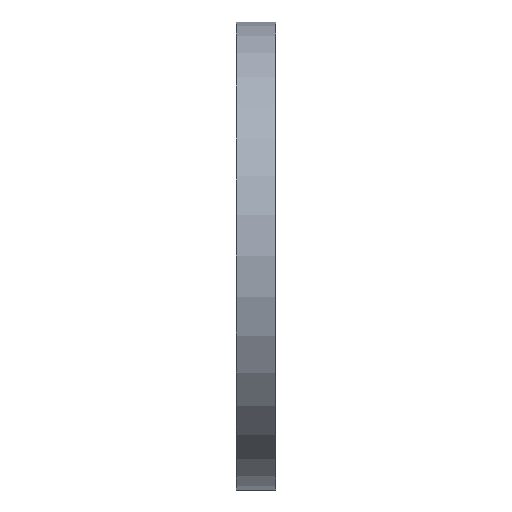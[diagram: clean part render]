
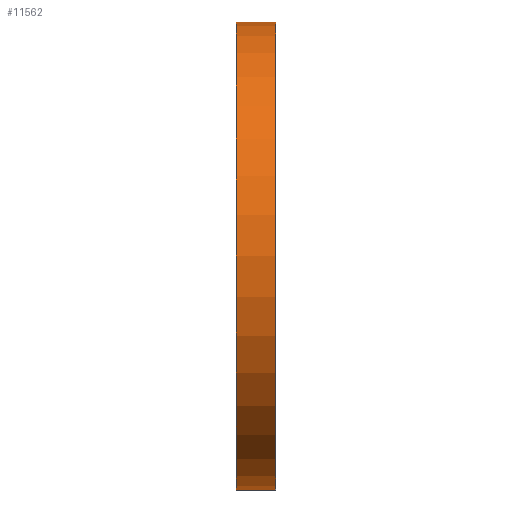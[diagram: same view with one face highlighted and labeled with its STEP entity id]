
A CAD part, left-side view. The second image highlights one B-rep face of the part: STEP entity #11562.
In plain terms, the highlighted cylindrical face has radius 38.1 mm (diameter 76.2 mm), a partial arc.
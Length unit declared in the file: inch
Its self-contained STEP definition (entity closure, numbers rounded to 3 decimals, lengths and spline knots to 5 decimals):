
#429 = EDGE_CURVE ( 'NONE', #10673, #7575, #6617, .T. ) ;
#1728 = CARTESIAN_POINT ( 'NONE',  ( 0.44994, 0.25, 1.5 ) ) ;
#2147 = DIRECTION ( 'NONE',  ( 0., 1., 0. ) ) ;
#2342 = EDGE_CURVE ( 'NONE', #10673, #5579, #6967, .T. ) ;
#2626 = ORIENTED_EDGE ( 'NONE', *, *, #10481, .F. ) ;
#2653 = AXIS2_PLACEMENT_3D ( 'NONE', #16251, #6139, #13670 ) ;
#3034 = DIRECTION ( 'NONE',  ( 0., 1., 0. ) ) ;
#3623 = VECTOR ( 'NONE', #4469, 39.37008 ) ;
#4469 = DIRECTION ( 'NONE',  ( 0., -1., 0. ) ) ;
#4836 = ORIENTED_EDGE ( 'NONE', *, *, #6149, .T. ) ;
#5142 = CARTESIAN_POINT ( 'NONE',  ( 0.44994, 0.25, -1.5 ) ) ;
#5529 = LINE ( 'NONE', #10620, #11818 ) ;
#5577 = DIRECTION ( 'NONE',  ( 0., -1., 0. ) ) ;
#5579 = VERTEX_POINT ( 'NONE', #1728 ) ;
#5949 = CIRCLE ( 'NONE', #14175, 1.5 ) ;
#6139 = DIRECTION ( 'NONE',  ( 0., -1., 0. ) ) ;
#6149 = EDGE_CURVE ( 'NONE', #7575, #14575, #5949, .T. ) ;
#6617 = LINE ( 'NONE', #11981, #3623 ) ;
#6967 = CIRCLE ( 'NONE', #11256, 1.5 ) ;
#7575 = VERTEX_POINT ( 'NONE', #15445 ) ;
#8343 = EDGE_LOOP ( 'NONE', ( #4836, #2626, #10689, #8714 ) ) ;
#8714 = ORIENTED_EDGE ( 'NONE', *, *, #429, .T. ) ;
#9433 = FACE_OUTER_BOUND ( 'NONE', #8343, .T. ) ;
#9695 = CARTESIAN_POINT ( 'NONE',  ( 0.44994, 0.25, 0. ) ) ;
#10481 = EDGE_CURVE ( 'NONE', #5579, #14575, #5529, .T. ) ;
#10563 = CARTESIAN_POINT ( 'NONE',  ( 0.44994, 0., 0. ) ) ;
#10620 = CARTESIAN_POINT ( 'NONE',  ( 0.44994, 0.25, 1.5 ) ) ;
#10673 = VERTEX_POINT ( 'NONE', #5142 ) ;
#10689 = ORIENTED_EDGE ( 'NONE', *, *, #2342, .F. ) ;
#10947 = DIRECTION ( 'NONE',  ( 0., 0., 1. ) ) ;
#11256 = AXIS2_PLACEMENT_3D ( 'NONE', #9695, #2147, #10947 ) ;
#11562 = ADVANCED_FACE ( 'NONE', ( #9433 ), #15377, .T. ) ;
#11814 = DIRECTION ( 'NONE',  ( 0., 0., 1. ) ) ;
#11818 = VECTOR ( 'NONE', #5577, 39.37008 ) ;
#11981 = CARTESIAN_POINT ( 'NONE',  ( 0.44994, 0.25, -1.5 ) ) ;
#13444 = CARTESIAN_POINT ( 'NONE',  ( 0.44994, 0., 1.5 ) ) ;
#13670 = DIRECTION ( 'NONE',  ( 0., 0., -1. ) ) ;
#14175 = AXIS2_PLACEMENT_3D ( 'NONE', #10563, #3034, #11814 ) ;
#14575 = VERTEX_POINT ( 'NONE', #13444 ) ;
#15377 = CYLINDRICAL_SURFACE ( 'NONE', #2653, 1.5 ) ;
#15445 = CARTESIAN_POINT ( 'NONE',  ( 0.44994, 0., -1.5 ) ) ;
#16251 = CARTESIAN_POINT ( 'NONE',  ( 0.44994, 0.25, 0. ) ) ;
